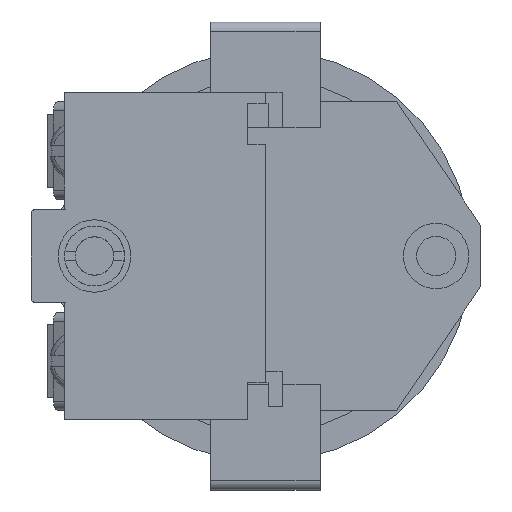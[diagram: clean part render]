
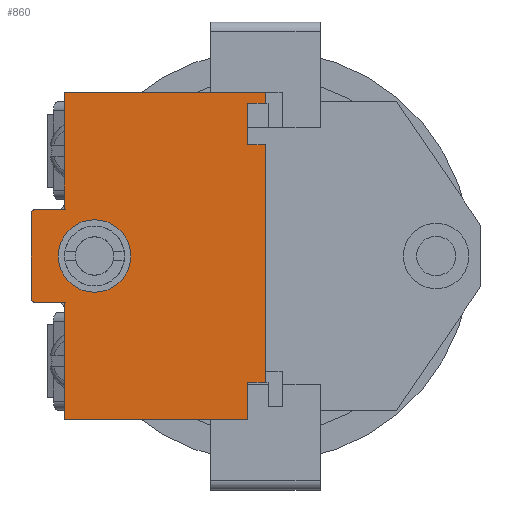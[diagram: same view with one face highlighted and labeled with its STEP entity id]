
A CAD part, front view. The second image highlights one B-rep face of the part: STEP entity #860.
In plain terms, the highlighted planar face has unit normal (0, -1, 0).
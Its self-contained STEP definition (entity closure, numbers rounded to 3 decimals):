
#11 = VERTEX_POINT ( 'NONE', #11520 ) ;
#87 = ORIENTED_EDGE ( 'NONE', *, *, #6138, .T. ) ;
#89 = ORIENTED_EDGE ( 'NONE', *, *, #11838, .F. ) ;
#176 = DIRECTION ( 'NONE',  ( 0., 1., 0. ) ) ;
#302 = CARTESIAN_POINT ( 'NONE',  ( -21.5, -45.1, 5. ) ) ;
#453 = DIRECTION ( 'NONE',  ( 1., 0., 0. ) ) ;
#597 = CARTESIAN_POINT ( 'NONE',  ( -24.5, -45.1, -4.5 ) ) ;
#825 = EDGE_CURVE ( 'NONE', #6166, #7095, #12353, .T. ) ;
#826 = DIRECTION ( 'NONE',  ( -1., 0., 0. ) ) ;
#860 = ADVANCED_FACE ( 'NONE', ( #10298, #7648 ), #2260, .F. ) ;
#951 = ORIENTED_EDGE ( 'NONE', *, *, #8351, .T. ) ;
#1082 = CARTESIAN_POINT ( 'NONE',  ( -25., -45.1, 4.5 ) ) ;
#1138 = DIRECTION ( 'NONE',  ( 0., 0., 1. ) ) ;
#1204 = CARTESIAN_POINT ( 'NONE',  ( -12.5, -45.1, 0. ) ) ;
#1388 = EDGE_LOOP ( 'NONE', ( #5396, #87 ) ) ;
#1557 = EDGE_CURVE ( 'NONE', #11646, #12364, #7453, .T. ) ;
#1566 = DIRECTION ( 'NONE',  ( 0., 1., 0. ) ) ;
#1641 = VECTOR ( 'NONE', #12897, 1000. ) ;
#1705 = VECTOR ( 'NONE', #9321, 1000. ) ;
#1779 = ORIENTED_EDGE ( 'NONE', *, *, #12522, .F. ) ;
#1904 = CARTESIAN_POINT ( 'NONE',  ( -12.5, -45.1, 11.9 ) ) ;
#2052 = EDGE_CURVE ( 'NONE', #12247, #11830, #8098, .T. ) ;
#2119 = VERTEX_POINT ( 'NONE', #4055 ) ;
#2260 = PLANE ( 'NONE',  #4556 ) ;
#2274 = CARTESIAN_POINT ( 'NONE',  ( -1.9, -45.1, 16.3 ) ) ;
#2459 = ORIENTED_EDGE ( 'NONE', *, *, #2052, .T. ) ;
#2474 = CARTESIAN_POINT ( 'NONE',  ( -14.375, -45.1, 0. ) ) ;
#2498 = DIRECTION ( 'NONE',  ( -1., 0., 0. ) ) ;
#2549 = ORIENTED_EDGE ( 'NONE', *, *, #6465, .F. ) ;
#2697 = LINE ( 'NONE', #2274, #9206 ) ;
#2702 = ORIENTED_EDGE ( 'NONE', *, *, #7544, .F. ) ;
#2792 = DIRECTION ( 'NONE',  ( 0., 0., 1. ) ) ;
#3094 = CARTESIAN_POINT ( 'NONE',  ( -25., -45.1, -4.5 ) ) ;
#3175 = VERTEX_POINT ( 'NONE', #11966 ) ;
#3183 = CARTESIAN_POINT ( 'NONE',  ( -18.25, -45.1, 0. ) ) ;
#3189 = VECTOR ( 'NONE', #11027, 1000. ) ;
#3252 = DIRECTION ( 'NONE',  ( -1., 0., 0. ) ) ;
#3332 = CARTESIAN_POINT ( 'NONE',  ( 0., -45.1, 17.5 ) ) ;
#3567 = CARTESIAN_POINT ( 'NONE',  ( 0., -45.1, 17.5 ) ) ;
#3600 = AXIS2_PLACEMENT_3D ( 'NONE', #9629, #1566, #7616 ) ;
#3739 = EDGE_CURVE ( 'NONE', #3175, #4355, #12187, .T. ) ;
#3784 = VECTOR ( 'NONE', #453, 1000. ) ;
#3831 = CARTESIAN_POINT ( 'NONE',  ( -21.5, -45.1, 17.5 ) ) ;
#3928 = VECTOR ( 'NONE', #12301, 1000. ) ;
#4055 = CARTESIAN_POINT ( 'NONE',  ( -21.5, -45.1, -5. ) ) ;
#4157 = DIRECTION ( 'NONE',  ( 0., 0., -1. ) ) ;
#4254 = EDGE_CURVE ( 'NONE', #8357, #11646, #2697, .T. ) ;
#4257 = CIRCLE ( 'NONE', #3600, 3.875 ) ;
#4329 = DIRECTION ( 'NONE',  ( 0., 0., -1. ) ) ;
#4355 = VERTEX_POINT ( 'NONE', #7587 ) ;
#4409 = VERTEX_POINT ( 'NONE', #3831 ) ;
#4556 = AXIS2_PLACEMENT_3D ( 'NONE', #1204, #11257, #3252 ) ;
#4927 = ORIENTED_EDGE ( 'NONE', *, *, #3739, .F. ) ;
#5028 = CIRCLE ( 'NONE', #11310, 0.5 ) ;
#5190 = CARTESIAN_POINT ( 'NONE',  ( -1.9, -45.1, -13.5 ) ) ;
#5227 = CARTESIAN_POINT ( 'NONE',  ( 0., -45.1, 17.5 ) ) ;
#5341 = VERTEX_POINT ( 'NONE', #1082 ) ;
#5359 = CARTESIAN_POINT ( 'NONE',  ( -25., -45.1, 17.5 ) ) ;
#5364 = CARTESIAN_POINT ( 'NONE',  ( -22.125, -45.1, 0. ) ) ;
#5396 = ORIENTED_EDGE ( 'NONE', *, *, #825, .T. ) ;
#5588 = CARTESIAN_POINT ( 'NONE',  ( 0., -45.1, 16.3 ) ) ;
#5898 = CARTESIAN_POINT ( 'NONE',  ( -24.5, -45.1, 4.5 ) ) ;
#6019 = CARTESIAN_POINT ( 'NONE',  ( -1.9, -45.1, -17.5 ) ) ;
#6062 = VERTEX_POINT ( 'NONE', #3094 ) ;
#6138 = EDGE_CURVE ( 'NONE', #7095, #6166, #4257, .T. ) ;
#6166 = VERTEX_POINT ( 'NONE', #2474 ) ;
#6294 = DIRECTION ( 'NONE',  ( 1., 0., 0. ) ) ;
#6335 = VECTOR ( 'NONE', #2792, 1000. ) ;
#6374 = VERTEX_POINT ( 'NONE', #6987 ) ;
#6465 = EDGE_CURVE ( 'NONE', #11024, #12364, #12715, .T. ) ;
#6633 = CARTESIAN_POINT ( 'NONE',  ( 0.3, -45.1, -13.5 ) ) ;
#6677 = LINE ( 'NONE', #11068, #6335 ) ;
#6898 = LINE ( 'NONE', #1904, #3189 ) ;
#6928 = AXIS2_PLACEMENT_3D ( 'NONE', #5898, #8876, #826 ) ;
#6987 = CARTESIAN_POINT ( 'NONE',  ( -24.5, -45.1, 5. ) ) ;
#7084 = CARTESIAN_POINT ( 'NONE',  ( -25., -45.1, -17.5 ) ) ;
#7095 = VERTEX_POINT ( 'NONE', #5364 ) ;
#7141 = LINE ( 'NONE', #6633, #3784 ) ;
#7196 = VECTOR ( 'NONE', #4157, 1000. ) ;
#7256 = LINE ( 'NONE', #5359, #11650 ) ;
#7410 = CARTESIAN_POINT ( 'NONE',  ( -21.5, -45.1, -17.5 ) ) ;
#7453 = LINE ( 'NONE', #11401, #7782 ) ;
#7467 = LINE ( 'NONE', #11036, #9829 ) ;
#7504 = EDGE_CURVE ( 'NONE', #8552, #2119, #7467, .T. ) ;
#7544 = EDGE_CURVE ( 'NONE', #6062, #5341, #6677, .T. ) ;
#7587 = CARTESIAN_POINT ( 'NONE',  ( 0., -45.1, -13.5 ) ) ;
#7616 = DIRECTION ( 'NONE',  ( -1., 0., 0. ) ) ;
#7648 = FACE_OUTER_BOUND ( 'NONE', #9270, .T. ) ;
#7782 = VECTOR ( 'NONE', #9303, 1000. ) ;
#7805 = CARTESIAN_POINT ( 'NONE',  ( -1.9, -45.1, 16.3 ) ) ;
#7808 = ORIENTED_EDGE ( 'NONE', *, *, #12621, .T. ) ;
#7898 = CARTESIAN_POINT ( 'NONE',  ( -1.9, -45.1, -17.5 ) ) ;
#8098 = LINE ( 'NONE', #6019, #10435 ) ;
#8351 = EDGE_CURVE ( 'NONE', #11830, #4355, #7141, .T. ) ;
#8357 = VERTEX_POINT ( 'NONE', #8637 ) ;
#8552 = VERTEX_POINT ( 'NONE', #10782 ) ;
#8637 = CARTESIAN_POINT ( 'NONE',  ( -1.9, -45.1, 11.9 ) ) ;
#8876 = DIRECTION ( 'NONE',  ( 0., -1., 0. ) ) ;
#8909 = EDGE_CURVE ( 'NONE', #2119, #10868, #9641, .T. ) ;
#9004 = ORIENTED_EDGE ( 'NONE', *, *, #1557, .T. ) ;
#9200 = VECTOR ( 'NONE', #4329, 1000. ) ;
#9206 = VECTOR ( 'NONE', #12556, 1000. ) ;
#9270 = EDGE_LOOP ( 'NONE', ( #11297, #9004, #2549, #9728, #11845, #1779, #9500, #2702, #10096, #12070, #11547, #89, #2459, #951, #4927, #7808 ) ) ;
#9303 = DIRECTION ( 'NONE',  ( 1., 0., 0. ) ) ;
#9321 = DIRECTION ( 'NONE',  ( 0., 0., 1. ) ) ;
#9479 = EDGE_CURVE ( 'NONE', #11, #4409, #9934, .T. ) ;
#9484 = EDGE_CURVE ( 'NONE', #4409, #11024, #7256, .T. ) ;
#9500 = ORIENTED_EDGE ( 'NONE', *, *, #10216, .T. ) ;
#9629 = CARTESIAN_POINT ( 'NONE',  ( -18.25, -45.1, 0. ) ) ;
#9641 = LINE ( 'NONE', #10587, #3928 ) ;
#9728 = ORIENTED_EDGE ( 'NONE', *, *, #9484, .F. ) ;
#9829 = VECTOR ( 'NONE', #12046, 1000. ) ;
#9934 = LINE ( 'NONE', #302, #1705 ) ;
#10096 = ORIENTED_EDGE ( 'NONE', *, *, #11008, .T. ) ;
#10107 = DIRECTION ( 'NONE',  ( -1., 0., 0. ) ) ;
#10210 = LINE ( 'NONE', #7084, #11465 ) ;
#10216 = EDGE_CURVE ( 'NONE', #6374, #5341, #10694, .T. ) ;
#10280 = DIRECTION ( 'NONE',  ( -1., 0., 0. ) ) ;
#10298 = FACE_BOUND ( 'NONE', #1388, .T. ) ;
#10435 = VECTOR ( 'NONE', #1138, 1000. ) ;
#10587 = CARTESIAN_POINT ( 'NONE',  ( -21.5, -45.1, -5. ) ) ;
#10694 = CIRCLE ( 'NONE', #6928, 0.5 ) ;
#10782 = CARTESIAN_POINT ( 'NONE',  ( -24.5, -45.1, -5. ) ) ;
#10808 = CARTESIAN_POINT ( 'NONE',  ( -25., -45.1, 5. ) ) ;
#10868 = VERTEX_POINT ( 'NONE', #7410 ) ;
#11008 = EDGE_CURVE ( 'NONE', #6062, #8552, #5028, .T. ) ;
#11024 = VERTEX_POINT ( 'NONE', #3567 ) ;
#11027 = DIRECTION ( 'NONE',  ( -1., 0., 0. ) ) ;
#11036 = CARTESIAN_POINT ( 'NONE',  ( -25., -45.1, -5. ) ) ;
#11068 = CARTESIAN_POINT ( 'NONE',  ( -25., -45.1, 17.5 ) ) ;
#11257 = DIRECTION ( 'NONE',  ( 0., 1., 0. ) ) ;
#11286 = LINE ( 'NONE', #10808, #1641 ) ;
#11297 = ORIENTED_EDGE ( 'NONE', *, *, #4254, .T. ) ;
#11310 = AXIS2_PLACEMENT_3D ( 'NONE', #597, #11661, #2498 ) ;
#11401 = CARTESIAN_POINT ( 'NONE',  ( -1.9, -45.1, 16.3 ) ) ;
#11465 = VECTOR ( 'NONE', #10107, 1000. ) ;
#11520 = CARTESIAN_POINT ( 'NONE',  ( -21.5, -45.1, 5. ) ) ;
#11547 = ORIENTED_EDGE ( 'NONE', *, *, #8909, .T. ) ;
#11646 = VERTEX_POINT ( 'NONE', #7805 ) ;
#11650 = VECTOR ( 'NONE', #6294, 1000. ) ;
#11661 = DIRECTION ( 'NONE',  ( 0., -1., 0. ) ) ;
#11830 = VERTEX_POINT ( 'NONE', #5190 ) ;
#11838 = EDGE_CURVE ( 'NONE', #12247, #10868, #10210, .T. ) ;
#11845 = ORIENTED_EDGE ( 'NONE', *, *, #9479, .F. ) ;
#11966 = CARTESIAN_POINT ( 'NONE',  ( 0., -45.1, 11.9 ) ) ;
#12019 = AXIS2_PLACEMENT_3D ( 'NONE', #3183, #176, #10280 ) ;
#12046 = DIRECTION ( 'NONE',  ( 1., 0., 0. ) ) ;
#12070 = ORIENTED_EDGE ( 'NONE', *, *, #7504, .T. ) ;
#12187 = LINE ( 'NONE', #3332, #9200 ) ;
#12247 = VERTEX_POINT ( 'NONE', #7898 ) ;
#12301 = DIRECTION ( 'NONE',  ( 0., 0., -1. ) ) ;
#12353 = CIRCLE ( 'NONE', #12019, 3.875 ) ;
#12364 = VERTEX_POINT ( 'NONE', #5588 ) ;
#12522 = EDGE_CURVE ( 'NONE', #6374, #11, #11286, .T. ) ;
#12556 = DIRECTION ( 'NONE',  ( 0., 0., 1. ) ) ;
#12621 = EDGE_CURVE ( 'NONE', #3175, #8357, #6898, .T. ) ;
#12715 = LINE ( 'NONE', #5227, #7196 ) ;
#12897 = DIRECTION ( 'NONE',  ( 1., 0., 0. ) ) ;
